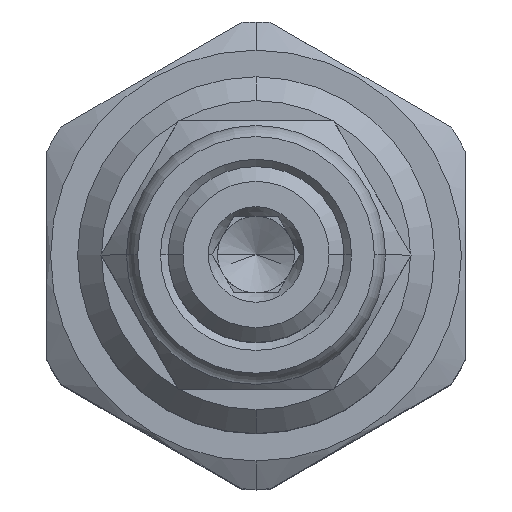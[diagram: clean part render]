
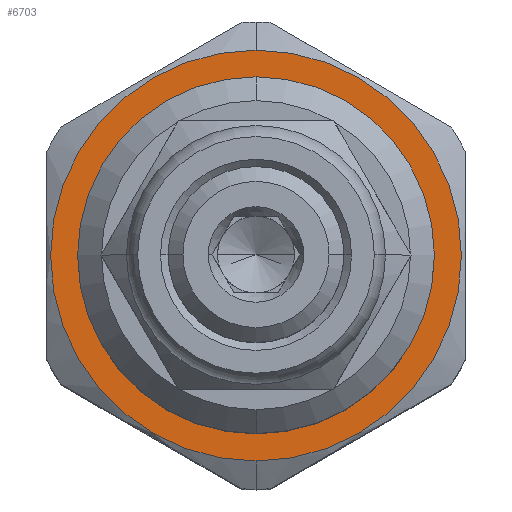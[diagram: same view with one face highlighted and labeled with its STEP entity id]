
A CAD part, top view. The second image highlights one B-rep face of the part: STEP entity #6703.
In plain terms, the highlighted planar face has unit normal (0, 0, 1).
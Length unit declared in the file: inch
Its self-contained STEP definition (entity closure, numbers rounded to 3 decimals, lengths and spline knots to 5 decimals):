
#1008=CARTESIAN_POINT('',(0.,0.,2.843));
#1009=DIRECTION('',(0.,0.,1.));
#1010=DIRECTION('',(0.,-1.,0.));
#1011=AXIS2_PLACEMENT_3D('',#1008,#1009,#1010);
#1013=CARTESIAN_POINT('',(0.,0.,2.843));
#1014=DIRECTION('',(0.,0.,-1.));
#1015=DIRECTION('',(0.,-1.,0.));
#1016=AXIS2_PLACEMENT_3D('',#1013,#1014,#1015);
#1022=CARTESIAN_POINT('',(0.,0.,2.843));
#1023=DIRECTION('',(0.,0.,-1.));
#1024=DIRECTION('',(0.,-1.,0.));
#1025=AXIS2_PLACEMENT_3D('',#1022,#1023,#1024);
#1271=CARTESIAN_POINT('',(0.,0.,2.843));
#1272=DIRECTION('',(0.,0.,1.));
#1273=DIRECTION('',(0.,-1.,0.));
#1274=AXIS2_PLACEMENT_3D('',#1271,#1272,#1273);
#4993=CARTESIAN_POINT('',(0.,-0.43,2.843));
#4995=VERTEX_POINT('',#4993);
#5001=CARTESIAN_POINT('',(0.,0.43,2.843));
#5003=VERTEX_POINT('',#5001);
#5009=CARTESIAN_POINT('',(0.,-0.3735,2.843));
#5010=CARTESIAN_POINT('',(0.,0.3735,2.843));
#5011=VERTEX_POINT('',#5009);
#5012=VERTEX_POINT('',#5010);
#6688=CARTESIAN_POINT('',(0.,0.,2.843));
#6689=DIRECTION('',(0.,0.,1.));
#6690=DIRECTION('',(0.,-1.,0.));
#6691=AXIS2_PLACEMENT_3D('',#6688,#6689,#6690);
#6692=PLANE('',#6691);
#6694=ORIENTED_EDGE('',*,*,#6693,.T.);
#6696=ORIENTED_EDGE('',*,*,#6695,.F.);
#6697=EDGE_LOOP('',(#6694,#6696));
#6698=FACE_OUTER_BOUND('',#6697,.F.);
#6699=ORIENTED_EDGE('',*,*,#6653,.T.);
#6700=ORIENTED_EDGE('',*,*,#6681,.F.);
#6701=EDGE_LOOP('',(#6699,#6700));
#6702=FACE_BOUND('',#6701,.F.);
#6703=ADVANCED_FACE('',(#6698,#6702),#6692,.T.);
#1012=CIRCLE('',#1011,0.3735);
#1017=CIRCLE('',#1016,0.3735);
#1026=CIRCLE('',#1025,0.43);
#1275=CIRCLE('',#1274,0.43);
#6653=EDGE_CURVE('',#5011,#5012,#1012,.T.);
#6681=EDGE_CURVE('',#5011,#5012,#1017,.T.);
#6693=EDGE_CURVE('',#4995,#5003,#1026,.T.);
#6695=EDGE_CURVE('',#4995,#5003,#1275,.T.);
